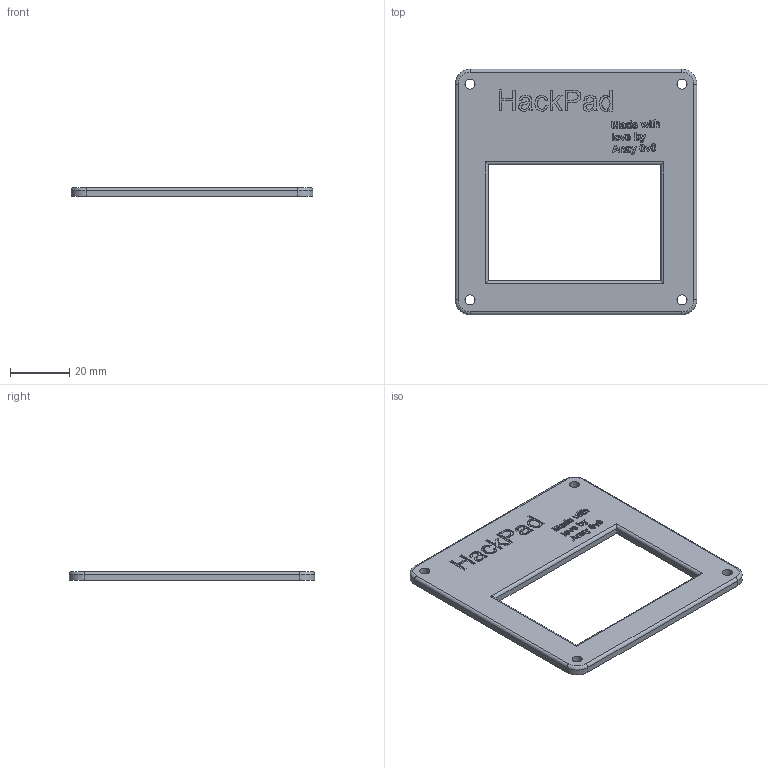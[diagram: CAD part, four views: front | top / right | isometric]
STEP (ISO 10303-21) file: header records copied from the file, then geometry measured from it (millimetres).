
FILE_DESCRIPTION(/* description */ (''),/* implementation_level */ '2;1');
FILE_NAME(/* name */ 'top.step',/* time_stamp */ '2026-02-02T01:10:20+05:30',/* author */ (''),/* organization */ (''),/* preprocessor_version */ 'ST-DEVELOPER v20.1',/* originating_system */ 'Autodesk Translation Framework v14.24.0.0',/* authorisation */ '');
FILE_SCHEMA (('AUTOMOTIVE_DESIGN { 1 0 10303 214 3 1 1 }'));
Length unit declared in the file: millimetre
Products named in the file (1): 2026-02-02-00-09-42-327
Bounding box: 81.47 x 82.74 x 3 mm (x, y, z)
Volume: 13062.2 mm3; surface area: 10502.1 mm2
Topology: 1 solids, 1 shells, 595 faces, 1638 edges, 1088 vertices
Faces by surface type: bspline 340, plane 235, cylinder 16, torus 4
Full cylindrical faces by diameter (mm): 3.4 x4
Entity records: 21981 total; most frequent: CARTESIAN_POINT 9102, ORIENTED_EDGE 3276, EDGE_CURVE 1638, DIRECTION 1502, VERTEX_POINT 1088, LINE 926, VECTOR 926, B_SPLINE_CURVE_WITH_KNOTS 680
